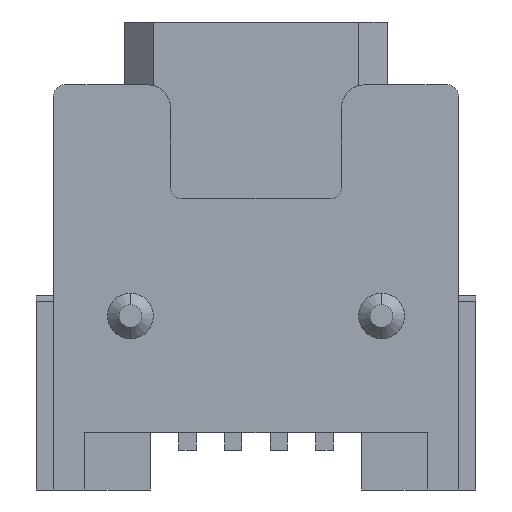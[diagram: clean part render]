
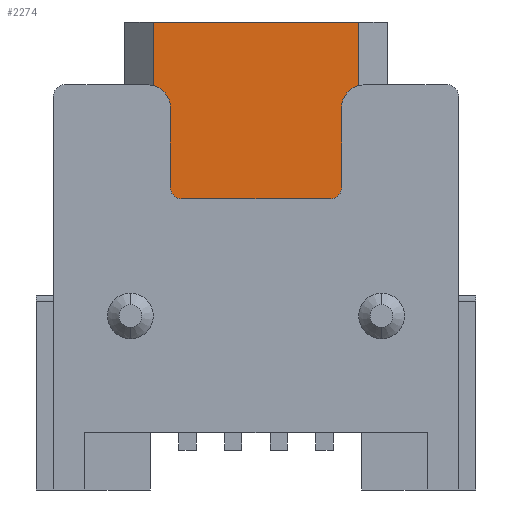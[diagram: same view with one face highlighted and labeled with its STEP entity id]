
A CAD part, front view. The second image highlights one B-rep face of the part: STEP entity #2274.
In plain terms, the highlighted planar face has unit normal (0, -1, 0).
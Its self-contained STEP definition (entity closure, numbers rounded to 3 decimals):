
#110 = AXIS2_PLACEMENT_3D ( 'NONE', #307, #3650, #2347 ) ;
#179 = VERTEX_POINT ( 'NONE', #975 ) ;
#307 = CARTESIAN_POINT ( 'NONE',  ( -1.8, 0.6, 3.4 ) ) ;
#318 = VECTOR ( 'NONE', #2102, 1000. ) ;
#411 = LINE ( 'NONE', #3128, #2115 ) ;
#454 = DIRECTION ( 'NONE',  ( 1., 0., 0. ) ) ;
#489 = VERTEX_POINT ( 'NONE', #1437 ) ;
#677 = VERTEX_POINT ( 'NONE', #2273 ) ;
#823 = DIRECTION ( 'NONE',  ( 0., 0., 1. ) ) ;
#851 = VECTOR ( 'NONE', #1878, 1000. ) ;
#975 = CARTESIAN_POINT ( 'NONE',  ( 1.8, 0.6, 3.4 ) ) ;
#1267 = FACE_OUTER_BOUND ( 'NONE', #4040, .T. ) ;
#1404 = VERTEX_POINT ( 'NONE', #3791 ) ;
#1437 = CARTESIAN_POINT ( 'NONE',  ( 1.8, 0.6, 8.2 ) ) ;
#1534 = LINE ( 'NONE', #3551, #851 ) ;
#1565 = ORIENTED_EDGE ( 'NONE', *, *, #2593, .F. ) ;
#1579 = VECTOR ( 'NONE', #823, 1000. ) ;
#1745 = EDGE_CURVE ( 'NONE', #677, #179, #3100, .T. ) ;
#1848 = ORIENTED_EDGE ( 'NONE', *, *, #3485, .F. ) ;
#1878 = DIRECTION ( 'NONE',  ( 0., 0., 1. ) ) ;
#2102 = DIRECTION ( 'NONE',  ( 1., 0., 0. ) ) ;
#2115 = VECTOR ( 'NONE', #454, 1000. ) ;
#2273 = CARTESIAN_POINT ( 'NONE',  ( -1.8, 0.6, 3.4 ) ) ;
#2274 = ADVANCED_FACE ( 'NONE', ( #1267 ), #3938, .T. ) ;
#2347 = DIRECTION ( 'NONE',  ( 0., 0., -1. ) ) ;
#2593 = EDGE_CURVE ( 'NONE', #677, #1404, #3819, .T. ) ;
#3100 = LINE ( 'NONE', #3824, #318 ) ;
#3128 = CARTESIAN_POINT ( 'NONE',  ( -1.8, 0.6, 8.2 ) ) ;
#3201 = CARTESIAN_POINT ( 'NONE',  ( -1.8, 0.6, 3.4 ) ) ;
#3461 = ORIENTED_EDGE ( 'NONE', *, *, #3623, .T. ) ;
#3485 = EDGE_CURVE ( 'NONE', #1404, #489, #411, .T. ) ;
#3551 = CARTESIAN_POINT ( 'NONE',  ( 1.8, 0.6, 3.4 ) ) ;
#3623 = EDGE_CURVE ( 'NONE', #179, #489, #1534, .T. ) ;
#3650 = DIRECTION ( 'NONE',  ( 0., -1., 0. ) ) ;
#3791 = CARTESIAN_POINT ( 'NONE',  ( -1.8, 0.6, 8.2 ) ) ;
#3819 = LINE ( 'NONE', #3201, #1579 ) ;
#3824 = CARTESIAN_POINT ( 'NONE',  ( -1.8, 0.6, 3.4 ) ) ;
#3938 = PLANE ( 'NONE',  #110 ) ;
#4040 = EDGE_LOOP ( 'NONE', ( #1848, #1565, #4223, #3461 ) ) ;
#4223 = ORIENTED_EDGE ( 'NONE', *, *, #1745, .T. ) ;
